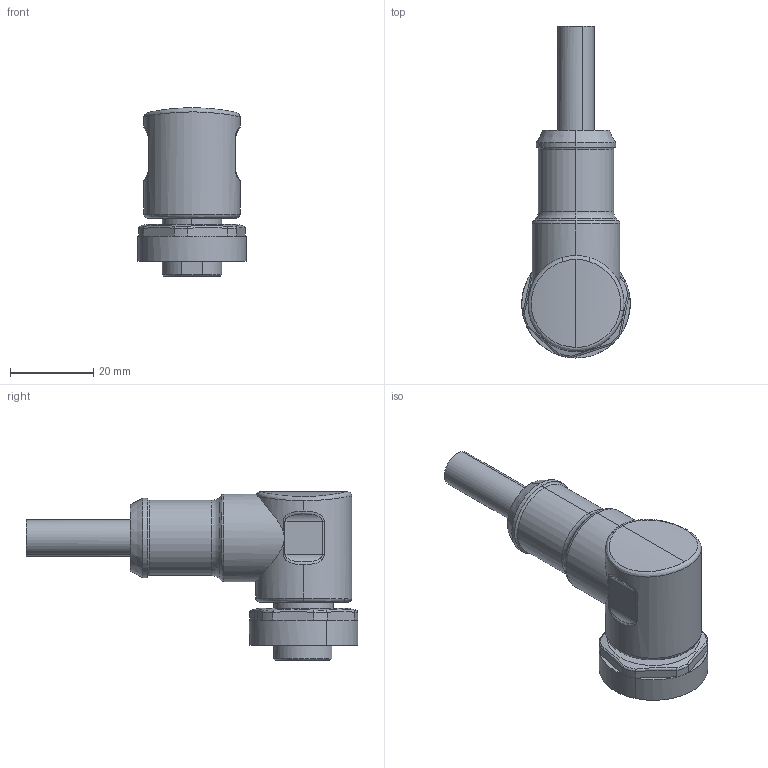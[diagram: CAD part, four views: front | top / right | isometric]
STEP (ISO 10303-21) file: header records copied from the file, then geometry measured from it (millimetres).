
FILE_DESCRIPTION(('CATIA V5 STEP Exchange','CAx-IF Rec.Pracs.--- Model Styling and Organization---1.5--- 2016-08-15','CAx-IF Rec.Pracs.---Supplemental Geometry---1.0---2011-11-01','CAx-IF Rec.Pracs.--- Composite Materials ---1.1---2010-07-15'),'2;1');
FILE_NAME ('468205-2_0', '2025-07-22T09:40:11+00:00', ('none'), ('Weidmueller'), 'CATIA Version 5-6 Release 2024 SP4', 'CATIA V5 STEP AP214 v3', 'none');
FILE_SCHEMA(('AUTOMOTIVE_DESIGN { 1 0 10303 214 1 1 1 1 }'));
Length unit declared in the file: millimetre
Products named in the file (1): 1292200000
Bounding box: 25.99 x 79.5 x 40.36 mm (x, y, z)
Volume: 25033.8 mm3; surface area: 8327.9 mm2
Topology: 1 solids, 6 shells, 209 faces, 600 edges, 430 vertices
Faces by surface type: cylinder 90, plane 64, torus 22, cone 20, bspline 13
Entity records: 8214 total; most frequent: CARTESIAN_POINT 3048, ORIENTED_EDGE 1200, DIRECTION 781, EDGE_CURVE 600, AXIS2_PLACEMENT_3D 448, VERTEX_POINT 430, CIRCLE 263, EDGE_LOOP 236
